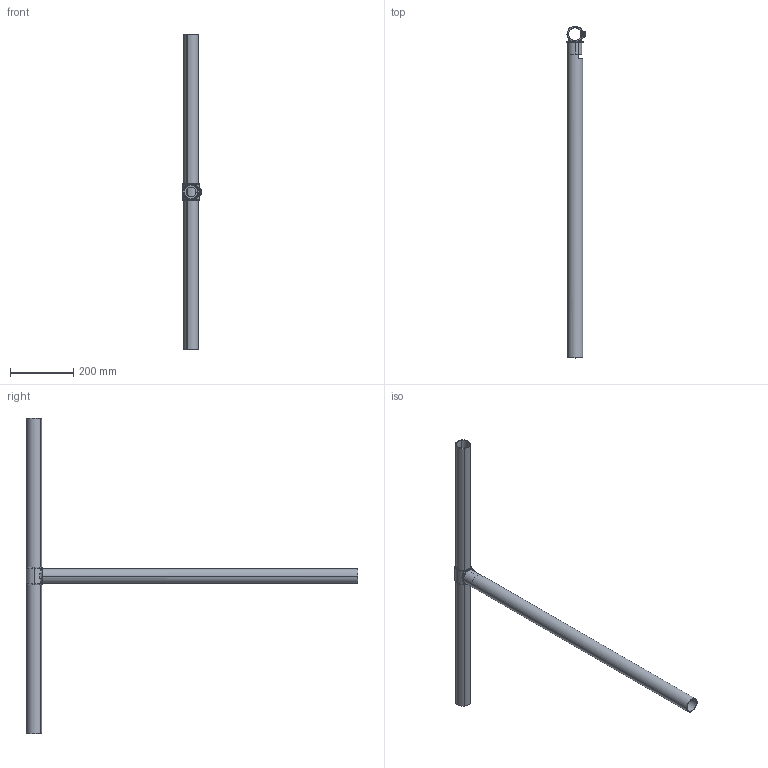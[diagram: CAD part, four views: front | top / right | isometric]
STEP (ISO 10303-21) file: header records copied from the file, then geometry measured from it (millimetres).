
FILE_DESCRIPTION (( 'STEP AP203' ), '1' );
FILE_NAME ('147-C42.step', '2015-09-17T16:22:18', ( '' ), ( '' ), 'SwSTEP 2.0', 'SolidWorks 2015', '' );
FILE_SCHEMA (( 'CONFIG_CONTROL_DESIGN' ));
Length unit declared in the file: millimetre
Products named in the file (5): 147-C42 Teil1; 147-C42 Teil2; 147-C42 Teil3; 147-C42 Teil4; 147-C42
Assembly tree (4 placements, depth 2):
  147-C42
    147-C42 Teil1
    147-C42 Teil2
    147-C42 Teil3
    147-C42 Teil4
Bounding box: 57.5 x 1052 x 1000 mm (x, y, z)
Volume: 887847.5 mm3; surface area: 583548.7 mm2
Topology: 4 solids, 4 shells, 111 faces, 259 edges, 152 vertices
Faces by surface type: cylinder 43, bspline 26, plane 24, torus 18
Entity records: 5845 total; most frequent: CARTESIAN_POINT 2974, ORIENTED_EDGE 518, DIRECTION 477, EDGE_CURVE 259, AXIS2_PLACEMENT_3D 204, VERTEX_POINT 152, EDGE_LOOP 119, CIRCLE 112
